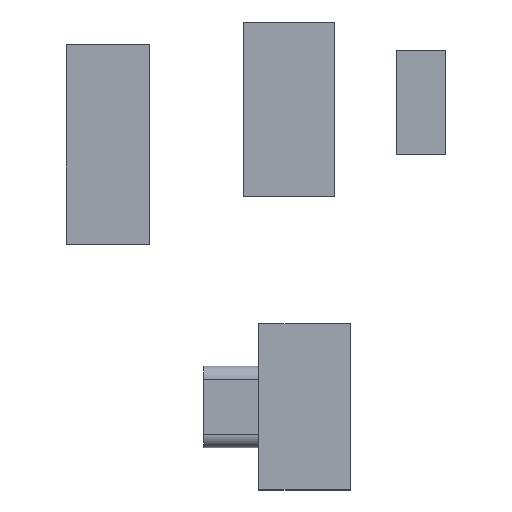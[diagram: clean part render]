
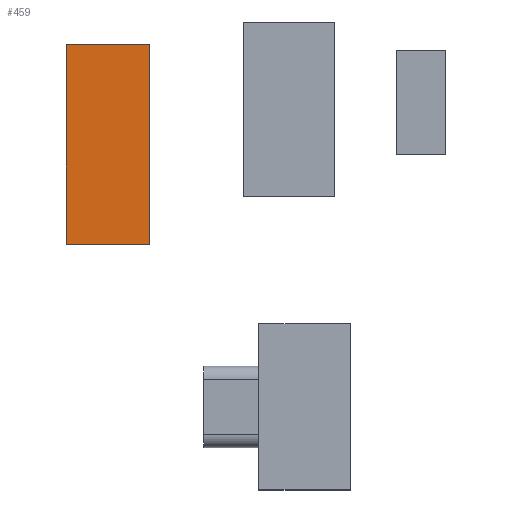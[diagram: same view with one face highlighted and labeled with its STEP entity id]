
A CAD part, top view. The second image highlights one B-rep face of the part: STEP entity #459.
In plain terms, the highlighted planar face has unit normal (0, 0, 1).
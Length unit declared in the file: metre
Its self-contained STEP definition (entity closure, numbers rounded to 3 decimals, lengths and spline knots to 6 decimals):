
#88=ORIENTED_EDGE('',*,*,#170,.F.);
#89=ORIENTED_EDGE('',*,*,#174,.T.);
#90=ORIENTED_EDGE('',*,*,#177,.T.);
#91=ORIENTED_EDGE('',*,*,#179,.F.);
#170=EDGE_CURVE('',#222,#223,#270,.T.);
#174=EDGE_CURVE('',#222,#225,#274,.T.);
#177=EDGE_CURVE('',#225,#227,#277,.T.);
#179=EDGE_CURVE('',#223,#227,#279,.T.);
#222=VERTEX_POINT('',#747);
#223=VERTEX_POINT('',#749);
#225=VERTEX_POINT('',#755);
#227=VERTEX_POINT('',#761);
#270=LINE('',#748,#326);
#274=LINE('',#756,#330);
#277=LINE('',#762,#333);
#279=LINE('',#765,#335);
#326=VECTOR('',#615,1.);
#330=VECTOR('',#621,1.);
#333=VECTOR('',#626,1.);
#335=VECTOR('',#630,1.);
#372=EDGE_LOOP('',(#88,#89,#90,#91));
#402=FACE_BOUND('',#372,.T.);
#432=PLANE('',#539);
#459=ADVANCED_FACE('',(#402),#432,.T.);
#539=AXIS2_PLACEMENT_3D('',#766,#631,#632);
#615=DIRECTION('',(1.,0.,0.));
#621=DIRECTION('',(0.,-1.,0.));
#626=DIRECTION('',(1.,0.,0.));
#630=DIRECTION('',(0.,-1.,0.));
#631=DIRECTION('',(0.,0.,1.));
#632=DIRECTION('',(1.,0.,0.));
#747=CARTESIAN_POINT('',(-0.018872,0.045501,0.003));
#748=CARTESIAN_POINT('',(-0.013872,0.045501,0.003));
#749=CARTESIAN_POINT('',(-0.008872,0.045501,0.003));
#755=CARTESIAN_POINT('',(-0.018872,0.021501,0.003));
#756=CARTESIAN_POINT('',(-0.018872,0.033501,0.003));
#761=CARTESIAN_POINT('',(-0.008872,0.021501,0.003));
#762=CARTESIAN_POINT('',(-0.013872,0.021501,0.003));
#765=CARTESIAN_POINT('',(-0.008872,0.033501,0.003));
#766=CARTESIAN_POINT('',(-0.013872,0.033501,0.003));
